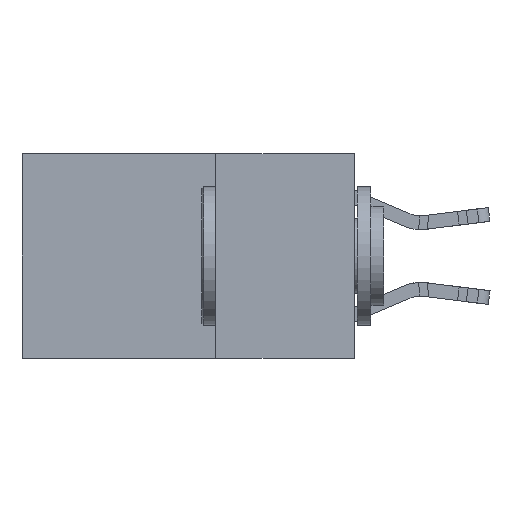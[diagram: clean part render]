
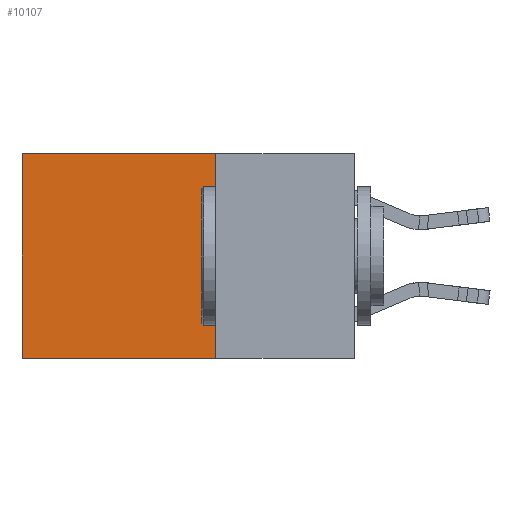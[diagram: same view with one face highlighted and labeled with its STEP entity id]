
A CAD part, left-side view. The second image highlights one B-rep face of the part: STEP entity #10107.
In plain terms, the highlighted planar face has unit normal (-1, 0, 0).
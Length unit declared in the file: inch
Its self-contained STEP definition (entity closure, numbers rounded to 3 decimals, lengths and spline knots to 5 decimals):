
#543 = CARTESIAN_POINT ( 'NONE',  ( 0.2625, 0.25, 0. ) ) ;
#1870 = DIRECTION ( 'NONE',  ( 1., 0., 0. ) ) ;
#2318 = DIRECTION ( 'NONE',  ( 0., 1., 0. ) ) ;
#2537 = CARTESIAN_POINT ( 'NONE',  ( 0.2625, 0.6, -0.37 ) ) ;
#3132 = VERTEX_POINT ( 'NONE', #15252 ) ;
#3670 = DIRECTION ( 'NONE',  ( 0., 0., -1. ) ) ;
#5964 = DIRECTION ( 'NONE',  ( 0., 0., -1. ) ) ;
#6960 = ORIENTED_EDGE ( 'NONE', *, *, #21752, .F. ) ;
#7069 = EDGE_CURVE ( 'NONE', #10019, #8545, #21976, .T. ) ;
#8285 = EDGE_CURVE ( 'NONE', #28159, #10019, #14155, .T. ) ;
#8545 = VERTEX_POINT ( 'NONE', #2537 ) ;
#8782 = VECTOR ( 'NONE', #17128, 39.37008 ) ;
#10019 = VERTEX_POINT ( 'NONE', #17957 ) ;
#10107 = ADVANCED_FACE ( 'NONE', ( #12366 ), #20440, .F. ) ;
#10338 = ORIENTED_EDGE ( 'NONE', *, *, #7069, .T. ) ;
#11286 = ORIENTED_EDGE ( 'NONE', *, *, #21200, .F. ) ;
#12366 = FACE_OUTER_BOUND ( 'NONE', #24428, .T. ) ;
#14155 = LINE ( 'NONE', #25773, #25399 ) ;
#15180 = CARTESIAN_POINT ( 'NONE',  ( 0.2625, 0.6, 0. ) ) ;
#15252 = CARTESIAN_POINT ( 'NONE',  ( 0.2625, 0.25, -0.37 ) ) ;
#16882 = ORIENTED_EDGE ( 'NONE', *, *, #8285, .T. ) ;
#17128 = DIRECTION ( 'NONE',  ( 0., 1., 0. ) ) ;
#17717 = VECTOR ( 'NONE', #3670, 39.37008 ) ;
#17957 = CARTESIAN_POINT ( 'NONE',  ( 0.2625, 0.6, 0. ) ) ;
#18445 = VECTOR ( 'NONE', #5964, 39.37008 ) ;
#19161 = LINE ( 'NONE', #543, #18445 ) ;
#19390 = CARTESIAN_POINT ( 'NONE',  ( 0.2625, 0.25, -0.37 ) ) ;
#20440 = PLANE ( 'NONE',  #29440 ) ;
#21200 = EDGE_CURVE ( 'NONE', #28159, #3132, #19161, .T. ) ;
#21752 = EDGE_CURVE ( 'NONE', #3132, #8545, #24217, .T. ) ;
#21976 = LINE ( 'NONE', #15180, #17717 ) ;
#22607 = CARTESIAN_POINT ( 'NONE',  ( 0.2625, 0.25, 0. ) ) ;
#24217 = LINE ( 'NONE', #19390, #8782 ) ;
#24428 = EDGE_LOOP ( 'NONE', ( #10338, #6960, #11286, #16882 ) ) ;
#24958 = CARTESIAN_POINT ( 'NONE',  ( 0.2625, 0.25, 0. ) ) ;
#25399 = VECTOR ( 'NONE', #2318, 39.37008 ) ;
#25773 = CARTESIAN_POINT ( 'NONE',  ( 0.2625, 0.25, 0. ) ) ;
#28159 = VERTEX_POINT ( 'NONE', #24958 ) ;
#29440 = AXIS2_PLACEMENT_3D ( 'NONE', #22607, #1870, #29526 ) ;
#29526 = DIRECTION ( 'NONE',  ( 0., 0., -1. ) ) ;
